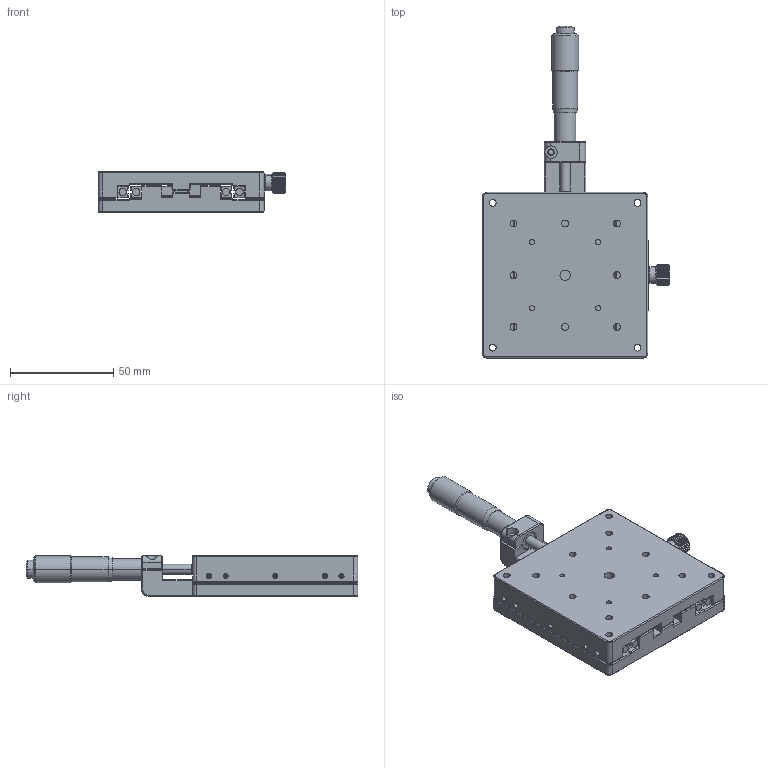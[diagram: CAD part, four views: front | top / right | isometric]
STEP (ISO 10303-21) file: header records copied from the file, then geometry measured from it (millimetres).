
FILE_DESCRIPTION (( 'STEP AP203' ), '1' );
FILE_NAME ('SPYD80ZL 忒雄弇痄怢.STEP', '2020-07-13T07:25:21', ( 'User' ), ( 'Microsoft' ), 'SwSTEP 2.0', 'SolidWorks 2018', '' );
FILE_SCHEMA (( 'CONFIG_CONTROL_DESIGN' ));
Length unit declared in the file: millimetre
Products named in the file (2): SPYD80ZL 忒雄弇痄怢
Bounding box: 90.5 x 160.5 x 20 mm (x, y, z)
Surface area: 46221.1 mm2 (no closed solid volume)
Topology: 0 solids, 26 shells, 571 faces, 2008 edges, 1413 vertices
Faces by surface type: plane 274, cylinder 215, bspline 33, cone 25, torus 22, sphere 2
Entity records: 27458 total; most frequent: CARTESIAN_POINT 10433, DIRECTION 3365, ORIENTED_EDGE 3298, EDGE_CURVE 2008, VERTEX_POINT 1413, AXIS2_PLACEMENT_3D 1159, LINE 1047, VECTOR 1047
